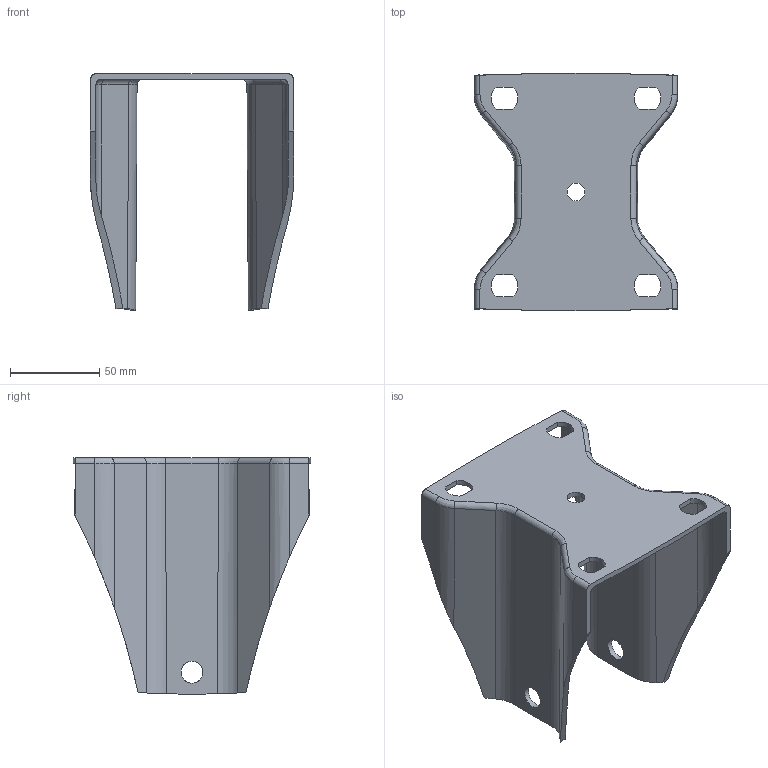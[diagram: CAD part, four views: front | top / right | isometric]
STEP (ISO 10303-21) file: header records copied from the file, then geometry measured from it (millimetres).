
FILE_DESCRIPTION(/* description */ (''),/* implementation_level */ '2;1');
FILE_NAME(/* name */ '0029852_ET',/* time_stamp */ '2008-06-26T09:16:57+02:00',/* author */ (''),/* organization */ (''),/* preprocessor_version */ 'ST-DEVELOPER v9',/* originating_system */ 'UGS - NX 4.0',/* authorisation */ '');
FILE_SCHEMA (('AUTOMOTIVE_DESIGN { 1 0 10303 214 1 1 1 1 }'));
Length unit declared in the file: millimetre
Products named in the file (1): 0029852_ETop
Bounding box: 114.1 x 132.8 x 132.21 mm (x, y, z)
Volume: 119095.6 mm3; surface area: 82440.4 mm2
Topology: 1 solids, 1 shells, 101 faces, 266 edges, 167 vertices
Faces by surface type: cylinder 53, plane 30, bspline 16, cone 2
Full cylindrical faces by diameter (mm): 10 x1, 12.3 x2
Entity records: 3427 total; most frequent: CARTESIAN_POINT 935, ORIENTED_EDGE 524, DIRECTION 516, EDGE_CURVE 262, AXIS2_PLACEMENT_3D 204, VERTEX_POINT 166, EDGE_LOOP 118, LINE 108
